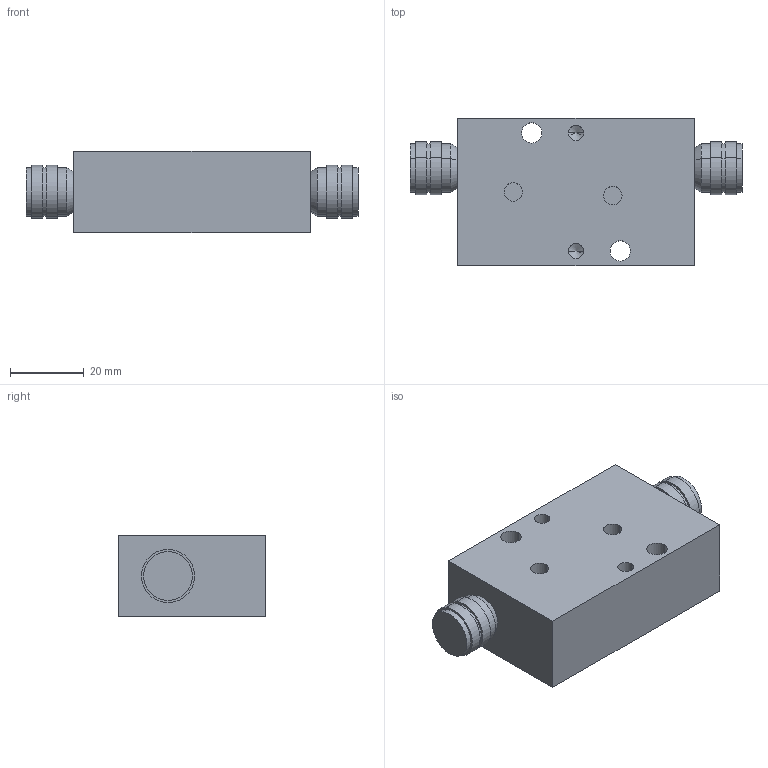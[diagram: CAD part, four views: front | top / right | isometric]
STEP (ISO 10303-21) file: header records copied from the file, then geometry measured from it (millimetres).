
FILE_DESCRIPTION(/* description */ (''),/* implementation_level */ '2;1');
FILE_NAME(/* name */ 'DRN 3 601.stp',/* time_stamp */ '2014-05-13T16:11:25+02:00',/* author */ ('stefan.hausmann'),/* organization */ (''),/* preprocessor_version */ 'ST-DEVELOPER v15.2',/* originating_system */ 'Autodesk Inventor 2014',/* authorisation */ '');
FILE_SCHEMA (('AUTOMOTIVE_DESIGN { 1 0 10303 214 3 1 1 }'));
Length unit declared in the file: millimetre
Products named in the file (1): DRN 3 601
Bounding box: 90 x 40 x 22 mm (x, y, z)
Surface area: 12925.9 mm2 (no closed solid volume)
Topology: 0 solids, 73 shells, 73 faces, 264 edges, 260 vertices
Faces by surface type: cylinder 42, plane 23, cone 8
Entity records: 3018 total; most frequent: CARTESIAN_POINT 594, DIRECTION 544, VERTEX_POINT 260, EDGE_CURVE 260, ORIENTED_EDGE 260, AXIS2_PLACEMENT_3D 210, CIRCLE 136, LINE 124
